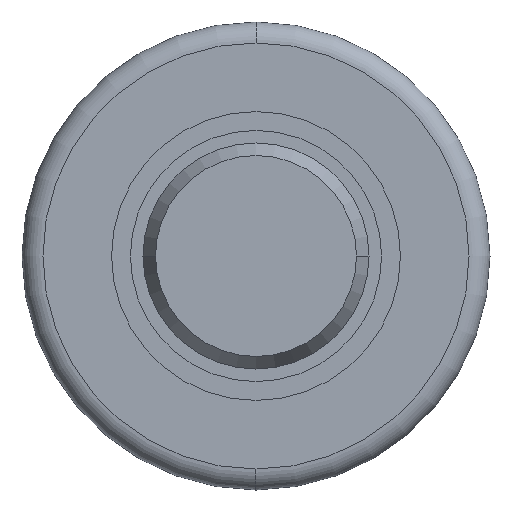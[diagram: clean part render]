
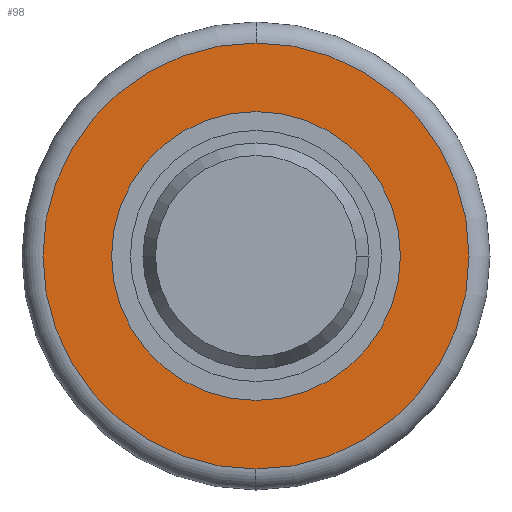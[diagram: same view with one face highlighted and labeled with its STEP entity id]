
A CAD part, left-side view. The second image highlights one B-rep face of the part: STEP entity #98.
In plain terms, the highlighted planar face has unit normal (-1, 0, 0).
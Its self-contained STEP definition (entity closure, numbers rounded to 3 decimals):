
#98=ADVANCED_FACE('',(#157,#158),#159,.T.);
#157=FACE_OUTER_BOUND('',#231,.T.);
#158=FACE_BOUND('',#232,.T.);
#159=PLANE('',#233);
#231=EDGE_LOOP('',(#437,#438,#439));
#232=EDGE_LOOP('',(#440,#441));
#233=AXIS2_PLACEMENT_3D('',#442,#443,#444);
#437=ORIENTED_EDGE('',*,*,#548,.T.);
#438=ORIENTED_EDGE('',*,*,#605,.T.);
#439=ORIENTED_EDGE('',*,*,#549,.T.);
#440=ORIENTED_EDGE('',*,*,#535,.T.);
#441=ORIENTED_EDGE('',*,*,#606,.T.);
#442=CARTESIAN_POINT('',(20.0,25.45,0.));
#443=DIRECTION('',(-1.0,0.,0.));
#444=DIRECTION('',(0.,1.0,0.));
#535=EDGE_CURVE('',#617,#621,#623,.T.);
#548=EDGE_CURVE('',#649,#647,#650,.T.);
#549=EDGE_CURVE('',#641,#649,#651,.T.);
#605=EDGE_CURVE('',#647,#641,#744,.T.);
#606=EDGE_CURVE('',#621,#617,#745,.T.);
#617=VERTEX_POINT('',#756);
#621=VERTEX_POINT('',#761);
#623=CIRCLE('',#764,34.5);
#641=VERTEX_POINT('',#786);
#647=VERTEX_POINT('',#792);
#649=VERTEX_POINT('',#794);
#650=CIRCLE('',#795,50.9);
#651=CIRCLE('',#796,50.9);
#744=CIRCLE('',#1116,50.9);
#745=CIRCLE('',#1117,34.5);
#756=CARTESIAN_POINT('',(20.0,0.0,-34.5));
#761=CARTESIAN_POINT('',(20.0,0.,34.5));
#764=AXIS2_PLACEMENT_3D('',#1132,#1133,#1134);
#786=CARTESIAN_POINT('',(20.0,0.,50.9));
#792=CARTESIAN_POINT('',(20.0,0.,-50.9));
#794=CARTESIAN_POINT('',(20.0,50.9,0.));
#795=AXIS2_PLACEMENT_3D('',#1163,#1164,#1165);
#796=AXIS2_PLACEMENT_3D('',#1166,#1167,#1168);
#1116=AXIS2_PLACEMENT_3D('',#1256,#1257,#1258);
#1117=AXIS2_PLACEMENT_3D('',#1259,#1260,#1261);
#1132=CARTESIAN_POINT('',(20.0,0.0,0.0));
#1133=DIRECTION('',(1.0,0.0,0.0));
#1134=DIRECTION('',(0.0,0.0,-1.0));
#1163=CARTESIAN_POINT('',(20.0,0.0,0.));
#1164=DIRECTION('',(-1.0,0.0,0.));
#1165=DIRECTION('',(0.0,1.0,0.0));
#1166=CARTESIAN_POINT('',(20.0,0.0,0.));
#1167=DIRECTION('',(-1.0,0.0,0.));
#1168=DIRECTION('',(0.0,1.0,0.0));
#1256=CARTESIAN_POINT('',(20.0,0.0,0.));
#1257=DIRECTION('',(-1.0,0.0,0.));
#1258=DIRECTION('',(0.0,1.0,0.0));
#1259=CARTESIAN_POINT('',(20.0,0.0,0.0));
#1260=DIRECTION('',(1.0,0.0,0.0));
#1261=DIRECTION('',(0.0,0.0,-1.0));
